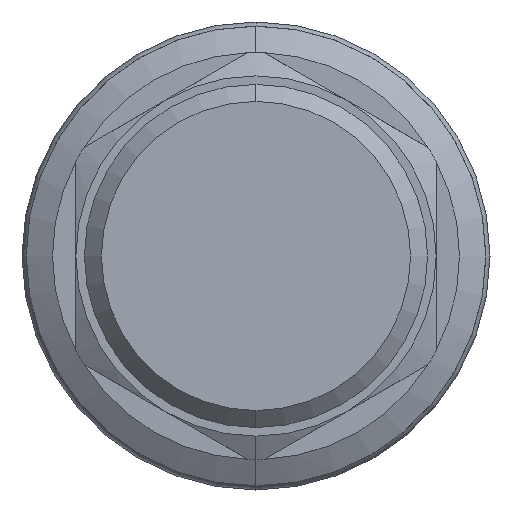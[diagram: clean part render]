
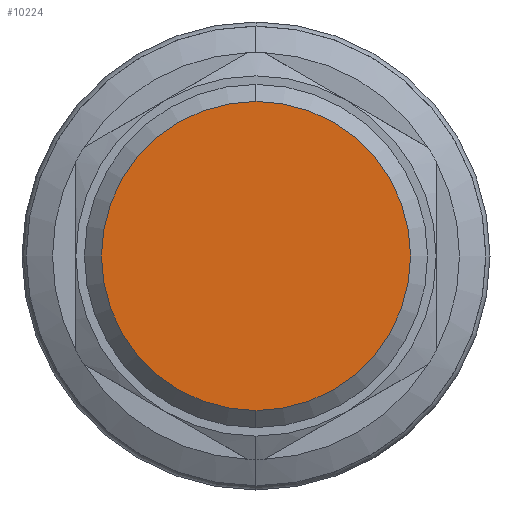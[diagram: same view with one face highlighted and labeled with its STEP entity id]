
A CAD part, left-side view. The second image highlights one B-rep face of the part: STEP entity #10224.
In plain terms, the highlighted planar face has unit normal (-1, 0, 0).
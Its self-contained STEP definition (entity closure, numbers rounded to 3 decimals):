
#322 = DIRECTION ( 'NONE',  ( -1., 0., 0. ) ) ;
#526 = DIRECTION ( 'NONE',  ( 0., 0., 1. ) ) ;
#747 = CARTESIAN_POINT ( 'NONE',  ( -45.485, 0., 0. ) ) ;
#1788 = DIRECTION ( 'NONE',  ( 0., 0., -1. ) ) ;
#3509 = AXIS2_PLACEMENT_3D ( 'NONE', #6481, #14506, #9967 ) ;
#4286 = VERTEX_POINT ( 'NONE', #8669 ) ;
#4906 = EDGE_CURVE ( 'NONE', #8744, #4286, #10937, .T. ) ;
#5690 = EDGE_CURVE ( 'NONE', #4286, #8744, #9287, .T. ) ;
#6230 = CARTESIAN_POINT ( 'NONE',  ( -45.485, 0., 0. ) ) ;
#6481 = CARTESIAN_POINT ( 'NONE',  ( -45.485, 0., 0. ) ) ;
#7417 = PLANE ( 'NONE',  #14559 ) ;
#8669 = CARTESIAN_POINT ( 'NONE',  ( -45.485, 0., 13.6 ) ) ;
#8744 = VERTEX_POINT ( 'NONE', #11773 ) ;
#9046 = EDGE_LOOP ( 'NONE', ( #13187, #13414 ) ) ;
#9287 = CIRCLE ( 'NONE', #3509, 13.6 ) ;
#9967 = DIRECTION ( 'NONE',  ( 0., 0., 1. ) ) ;
#10224 = ADVANCED_FACE ( 'NONE', ( #14392 ), #7417, .F. ) ;
#10937 = CIRCLE ( 'NONE', #14241, 13.6 ) ;
#11773 = CARTESIAN_POINT ( 'NONE',  ( -45.485, 0., -13.6 ) ) ;
#13187 = ORIENTED_EDGE ( 'NONE', *, *, #4906, .T. ) ;
#13414 = ORIENTED_EDGE ( 'NONE', *, *, #5690, .T. ) ;
#14241 = AXIS2_PLACEMENT_3D ( 'NONE', #6230, #322, #526 ) ;
#14392 = FACE_OUTER_BOUND ( 'NONE', #9046, .T. ) ;
#14440 = DIRECTION ( 'NONE',  ( 1., 0., 0. ) ) ;
#14506 = DIRECTION ( 'NONE',  ( -1., 0., 0. ) ) ;
#14559 = AXIS2_PLACEMENT_3D ( 'NONE', #747, #14440, #1788 ) ;
